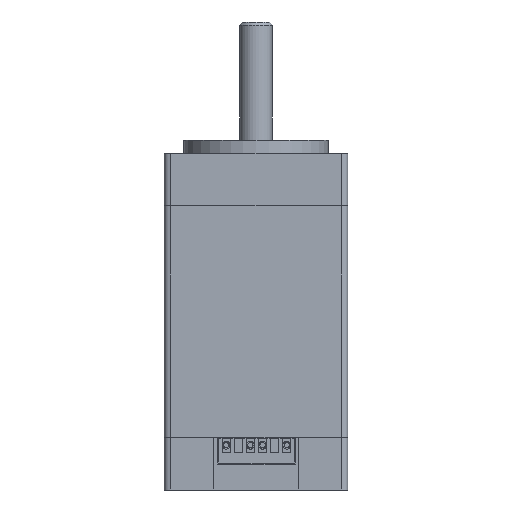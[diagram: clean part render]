
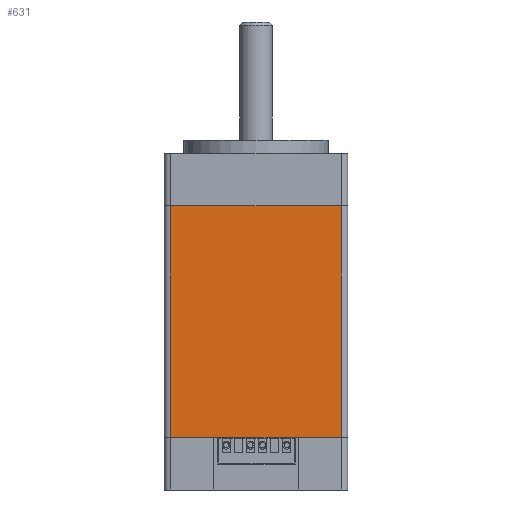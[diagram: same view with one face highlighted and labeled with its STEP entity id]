
A CAD part, front view. The second image highlights one B-rep face of the part: STEP entity #631.
In plain terms, the highlighted planar face has unit normal (0, -1, 0).
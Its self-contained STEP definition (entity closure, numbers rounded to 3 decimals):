
#210 = DIRECTION ( 'NONE',  ( 1., 0., 0. ) ) ;
#260 = CARTESIAN_POINT ( 'NONE',  ( 13., -14., 43.299 ) ) ;
#284 = FACE_OUTER_BOUND ( 'NONE', #3264, .T. ) ;
#295 = LINE ( 'NONE', #4176, #2318 ) ;
#464 = CARTESIAN_POINT ( 'NONE',  ( 13., -14., 51.3 ) ) ;
#526 = CARTESIAN_POINT ( 'NONE',  ( -5.85, -14., 8.005 ) ) ;
#555 = CARTESIAN_POINT ( 'NONE',  ( -6.5, -14., 8. ) ) ;
#583 = CARTESIAN_POINT ( 'NONE',  ( -13., -14., 8.005 ) ) ;
#608 = CARTESIAN_POINT ( 'NONE',  ( -6.5, -14., 8. ) ) ;
#618 = DIRECTION ( 'NONE',  ( -1., 0., 0. ) ) ;
#631 = ADVANCED_FACE ( 'NONE', ( #284 ), #2602, .F. ) ;
#654 = ORIENTED_EDGE ( 'NONE', *, *, #1861, .T. ) ;
#745 = ORIENTED_EDGE ( 'NONE', *, *, #3958, .T. ) ;
#795 = VERTEX_POINT ( 'NONE', #3796 ) ;
#934 = LINE ( 'NONE', #608, #2517 ) ;
#966 = DIRECTION ( 'NONE',  ( 0., 1., 0. ) ) ;
#1005 = ORIENTED_EDGE ( 'NONE', *, *, #3222, .F. ) ;
#1035 = CARTESIAN_POINT ( 'NONE',  ( -13., -14., 51.3 ) ) ;
#1091 = CARTESIAN_POINT ( 'NONE',  ( -13., -14., 43.299 ) ) ;
#1107 = VERTEX_POINT ( 'NONE', #1091 ) ;
#1118 = LINE ( 'NONE', #464, #1261 ) ;
#1167 = CARTESIAN_POINT ( 'NONE',  ( 5.983, -14., 8.005 ) ) ;
#1261 = VECTOR ( 'NONE', #2758, 1000. ) ;
#1265 = EDGE_CURVE ( 'NONE', #3545, #795, #1561, .T. ) ;
#1399 = LINE ( 'NONE', #3733, #1785 ) ;
#1432 = ORIENTED_EDGE ( 'NONE', *, *, #3695, .T. ) ;
#1561 = LINE ( 'NONE', #555, #1636 ) ;
#1636 = VECTOR ( 'NONE', #2526, 1000. ) ;
#1655 = LINE ( 'NONE', #2988, #2454 ) ;
#1785 = VECTOR ( 'NONE', #2123, 1000. ) ;
#1861 = EDGE_CURVE ( 'NONE', #2671, #795, #1399, .T. ) ;
#2078 = VERTEX_POINT ( 'NONE', #3579 ) ;
#2115 = VERTEX_POINT ( 'NONE', #526 ) ;
#2123 = DIRECTION ( 'NONE',  ( 0., 0., -1. ) ) ;
#2188 = VERTEX_POINT ( 'NONE', #2625 ) ;
#2205 = VERTEX_POINT ( 'NONE', #260 ) ;
#2318 = VECTOR ( 'NONE', #3528, 1000. ) ;
#2454 = VECTOR ( 'NONE', #4307, 1000. ) ;
#2517 = VECTOR ( 'NONE', #3572, 1000. ) ;
#2526 = DIRECTION ( 'NONE',  ( -1., 0., 0. ) ) ;
#2558 = ORIENTED_EDGE ( 'NONE', *, *, #3509, .T. ) ;
#2602 = PLANE ( 'NONE',  #3163 ) ;
#2625 = CARTESIAN_POINT ( 'NONE',  ( -13., -14., 8. ) ) ;
#2663 = CARTESIAN_POINT ( 'NONE',  ( -13., -14., 43.299 ) ) ;
#2671 = VERTEX_POINT ( 'NONE', #1167 ) ;
#2758 = DIRECTION ( 'NONE',  ( 0., 0., -1. ) ) ;
#2862 = VECTOR ( 'NONE', #3985, 1000. ) ;
#2988 = CARTESIAN_POINT ( 'NONE',  ( -13., -14., 51.3 ) ) ;
#2993 = EDGE_CURVE ( 'NONE', #2205, #3545, #1118, .T. ) ;
#2995 = LINE ( 'NONE', #2663, #2862 ) ;
#3015 = ORIENTED_EDGE ( 'NONE', *, *, #2993, .F. ) ;
#3163 = AXIS2_PLACEMENT_3D ( 'NONE', #1035, #966, #618 ) ;
#3205 = LINE ( 'NONE', #583, #3766 ) ;
#3222 = EDGE_CURVE ( 'NONE', #1107, #2205, #2995, .T. ) ;
#3264 = EDGE_LOOP ( 'NONE', ( #1005, #745, #3553, #1432, #2558, #654, #4079, #3015 ) ) ;
#3335 = CARTESIAN_POINT ( 'NONE',  ( 13., -14., 8. ) ) ;
#3504 = EDGE_CURVE ( 'NONE', #2078, #2188, #934, .T. ) ;
#3509 = EDGE_CURVE ( 'NONE', #2115, #2671, #3205, .T. ) ;
#3528 = DIRECTION ( 'NONE',  ( 0., 0., 1. ) ) ;
#3545 = VERTEX_POINT ( 'NONE', #3335 ) ;
#3553 = ORIENTED_EDGE ( 'NONE', *, *, #3504, .F. ) ;
#3572 = DIRECTION ( 'NONE',  ( -1., 0., 0. ) ) ;
#3579 = CARTESIAN_POINT ( 'NONE',  ( -5.85, -14., 8. ) ) ;
#3695 = EDGE_CURVE ( 'NONE', #2078, #2115, #295, .T. ) ;
#3733 = CARTESIAN_POINT ( 'NONE',  ( 5.983, -14., 51.3 ) ) ;
#3766 = VECTOR ( 'NONE', #210, 1000. ) ;
#3796 = CARTESIAN_POINT ( 'NONE',  ( 5.983, -14., 8. ) ) ;
#3958 = EDGE_CURVE ( 'NONE', #1107, #2188, #1655, .T. ) ;
#3985 = DIRECTION ( 'NONE',  ( 1., 0., 0. ) ) ;
#4079 = ORIENTED_EDGE ( 'NONE', *, *, #1265, .F. ) ;
#4176 = CARTESIAN_POINT ( 'NONE',  ( -5.85, -14., 51.3 ) ) ;
#4307 = DIRECTION ( 'NONE',  ( 0., 0., -1. ) ) ;
